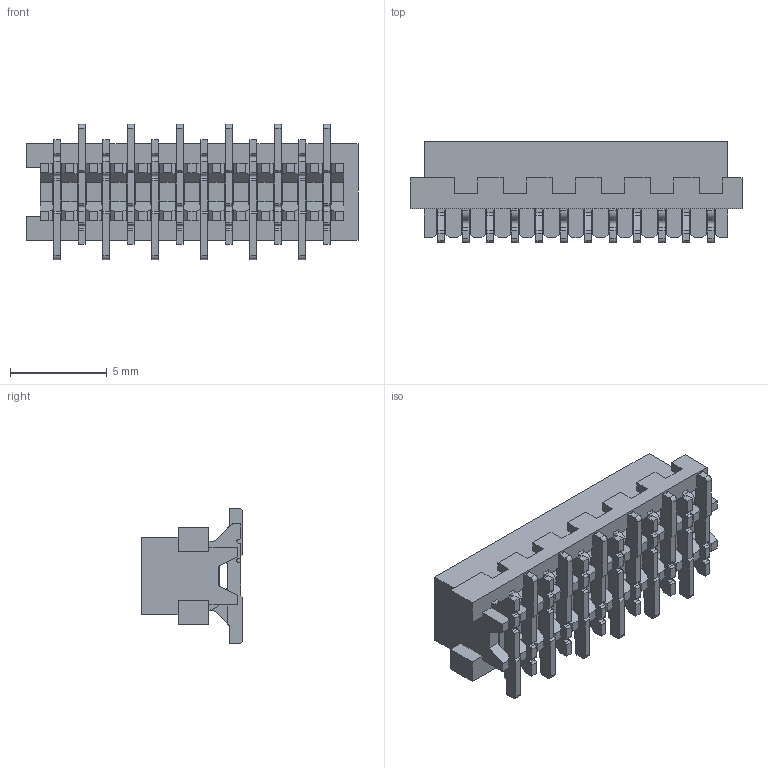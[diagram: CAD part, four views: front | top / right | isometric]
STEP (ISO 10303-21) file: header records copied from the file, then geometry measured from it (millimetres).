
FILE_DESCRIPTION((''),'2;1');
FILE_NAME('MM-12P-SMD_P1-27_L17-2_W5_H5-25','2019-01-17T',('Dragos'),(''),'PRO/ENGINEER BY PARAMETRIC TECHNOLOGY CORPORATION, 2004440','PRO/ENGINEER BY PARAMETRIC TECHNOLOGY CORPORATION, 2004440','');
FILE_SCHEMA(('AUTOMOTIVE_DESIGN { 1 0 10303 214 1 1 1 1 }'));
Length unit declared in the file: millimetre
Products named in the file (1): MM-12P-SMD_P1-27_L17-2_W5_H5-25
Bounding box: 17.2 x 5.25 x 7 mm (x, y, z)
Volume: 286.3 mm3; surface area: 907.7 mm2
Topology: 1 solids, 1 shells, 1378 faces, 3972 edges, 2584 vertices
Faces by surface type: plane 1030, cylinder 348
Entity records: 63839 total; most frequent: ORIENTED_EDGE 7944, CARTESIAN_POINT 7936, DIRECTION 7594, PRESENTATION_STYLE_ASSIGNMENT 4547, STYLED_ITEM 3974, CURVE_STYLE 3973, EDGE_CURVE 3972, VECTOR 3108
